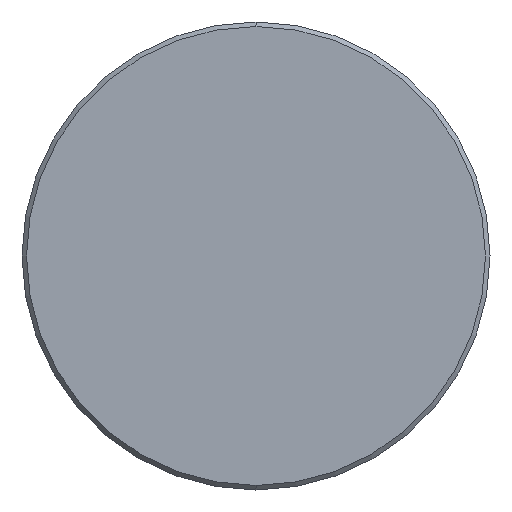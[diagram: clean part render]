
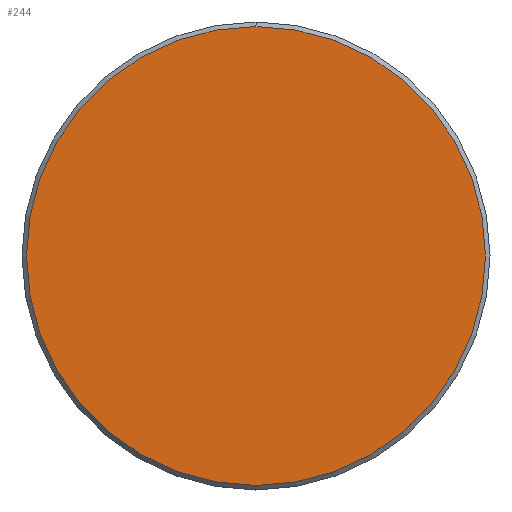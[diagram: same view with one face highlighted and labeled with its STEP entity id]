
A CAD part, left-side view. The second image highlights one B-rep face of the part: STEP entity #244.
In plain terms, the highlighted planar face has unit normal (-1, 0, 0).
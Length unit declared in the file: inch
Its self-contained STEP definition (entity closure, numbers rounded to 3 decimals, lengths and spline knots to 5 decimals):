
#6 = ORIENTED_EDGE ( 'NONE', *, *, #736, .T. ) ;
#20 = DIRECTION ( 'NONE',  ( 0., 0., 1. ) ) ;
#51 = CARTESIAN_POINT ( 'NONE',  ( -5.84, 0., -1.277 ) ) ;
#136 = CARTESIAN_POINT ( 'NONE',  ( -5.84, 0., 1.277 ) ) ;
#244 = ADVANCED_FACE ( 'NONE', ( #905 ), #423, .T. ) ;
#251 = VERTEX_POINT ( 'NONE', #51 ) ;
#337 = AXIS2_PLACEMENT_3D ( 'NONE', #463, #742, #20 ) ;
#395 = DIRECTION ( 'NONE',  ( 0., 0., 1. ) ) ;
#423 = PLANE ( 'NONE',  #761 ) ;
#463 = CARTESIAN_POINT ( 'NONE',  ( -5.84, 0., 0. ) ) ;
#544 = EDGE_LOOP ( 'NONE', ( #6, #891 ) ) ;
#589 = DIRECTION ( 'NONE',  ( -1., 0., 0. ) ) ;
#593 = CIRCLE ( 'NONE', #721, 1.277 ) ;
#633 = VERTEX_POINT ( 'NONE', #136 ) ;
#646 = DIRECTION ( 'NONE',  ( -1., 0., 0. ) ) ;
#721 = AXIS2_PLACEMENT_3D ( 'NONE', #733, #589, #395 ) ;
#732 = CIRCLE ( 'NONE', #337, 1.277 ) ;
#733 = CARTESIAN_POINT ( 'NONE',  ( -5.84, 0., 0. ) ) ;
#736 = EDGE_CURVE ( 'NONE', #251, #633, #593, .T. ) ;
#742 = DIRECTION ( 'NONE',  ( -1., 0., 0. ) ) ;
#745 = EDGE_CURVE ( 'NONE', #633, #251, #732, .T. ) ;
#761 = AXIS2_PLACEMENT_3D ( 'NONE', #781, #646, #914 ) ;
#781 = CARTESIAN_POINT ( 'NONE',  ( -5.84, 1.307, 0. ) ) ;
#891 = ORIENTED_EDGE ( 'NONE', *, *, #745, .T. ) ;
#905 = FACE_OUTER_BOUND ( 'NONE', #544, .T. ) ;
#914 = DIRECTION ( 'NONE',  ( 0., 0., 1. ) ) ;
